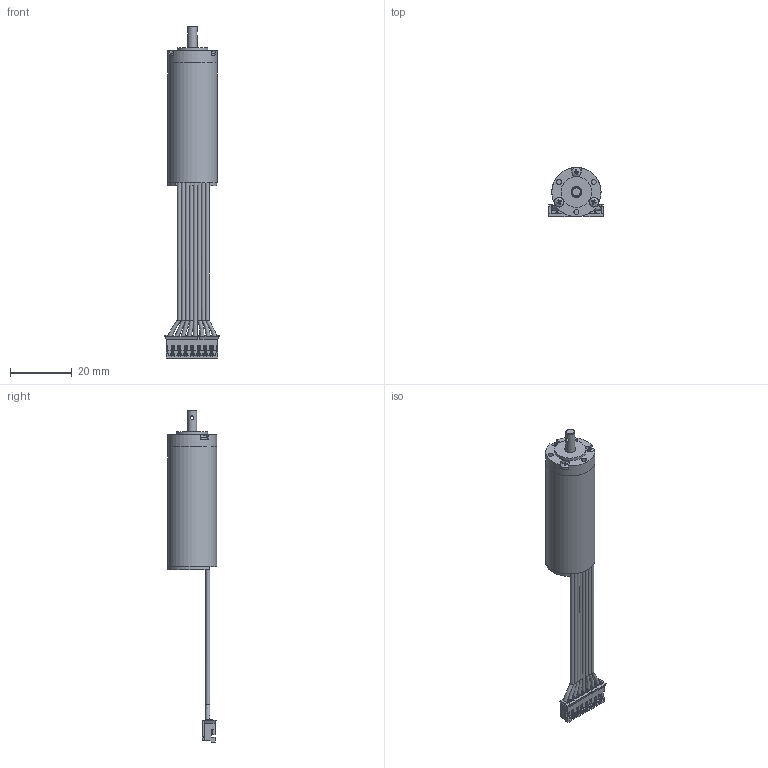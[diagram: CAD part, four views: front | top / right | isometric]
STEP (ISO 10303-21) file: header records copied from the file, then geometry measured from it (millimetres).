
FILE_DESCRIPTION (( 'STEP AP203' ), '1' );
FILE_NAME ('ECH1644 3D芞.STEP', '2025-12-03T10:08:36', ( 'Windows 蚚誧' ), ( 'Organization' ), 'SwSTEP 2.0', 'SolidWorks 2020', '' );
FILE_SCHEMA (( 'CONFIG_CONTROL_DESIGN' ));
Length unit declared in the file: millimetre
Products named in the file (11): 坋趼羞攫芛蹟隊M1.6℅5; 01.06.0038 粣創; 01.01.0089 ヶ傷裔; 01.05.0004 O型圈; 01.10.0227 粣; 01.14.0152 傷赽盄; 01.06.0003 粣創; ECH1644 3Dͼ; 01.02.0348 綴傷裔; 01.07.0074 儂褲; 01.05.0002 O型圈
Assembly tree (12 placements, depth 2):
  ECH1644 3Dͼ
    01.07.0074 儂褲
    01.01.0089 ヶ傷裔
    01.02.0348 綴傷裔
    01.10.0227 粣
    01.06.0003 粣創
    01.05.0004 O型圈
    坋趼羞攫芛蹟隊M1.6℅5  x3
    01.14.0152 傷赽盄
    01.05.0002 O型圈
    01.06.0038 粣創
Bounding box: 17.8 x 16.1 x 107.92 mm (x, y, z)
Volume: 2993.1 mm3; surface area: 10027.6 mm2
Topology: 11 solids, 37 shells, 632 faces, 1889 edges, 1257 vertices
Faces by surface type: plane 422, cylinder 88, cone 48, sphere 35, torus 31, bspline 8
Full cylindrical faces by diameter (mm): 0.6 x9, 1.1 x8, 1.2 x1, 1.25 x3, 1.3 x8, 1.386 x3, 1.6 x6, 3 x3, 3.2 x3, 3.5 x1, 4.5 x2, 5 x1, 5.038 x1, 5.962 x1, 6 x4, 6.5 x2, 8 x4, 9.9 x1, 10 x3, 15 x2, 15.3 x1, 16 x2
Entity records: 21335 total; most frequent: CARTESIAN_POINT 5131, DIRECTION 2951, ORIENTED_EDGE 2870, EDGE_CURVE 1629, LINE 1195, VECTOR 1195, VERTEX_POINT 1158, AXIS2_PLACEMENT_3D 878
